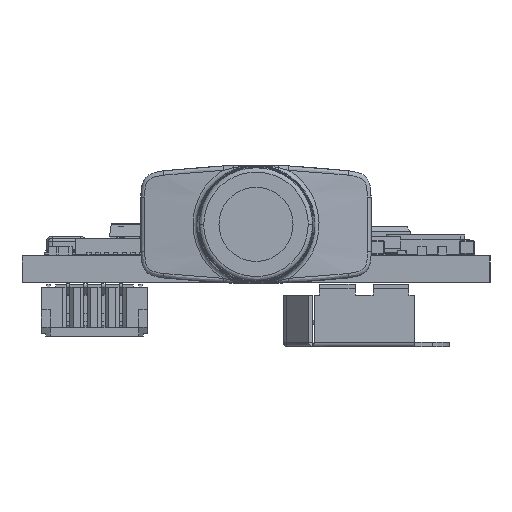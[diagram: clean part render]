
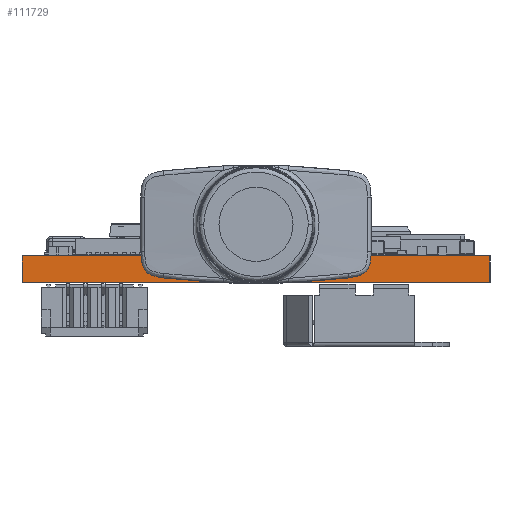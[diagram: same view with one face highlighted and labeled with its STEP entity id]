
A CAD part, left-side view. The second image highlights one B-rep face of the part: STEP entity #111729.
In plain terms, the highlighted planar face has unit normal (-1, 0, 0).
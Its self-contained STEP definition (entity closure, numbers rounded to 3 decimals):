
#111018 = VERTEX_POINT('',#111019);
#111019 = CARTESIAN_POINT('',(160.,-113.5,0.));
#111025 = EDGE_CURVE('',#111026,#111018,#111028,.T.);
#111026 = VERTEX_POINT('',#111027);
#111027 = CARTESIAN_POINT('',(160.,-140.,0.));
#111028 = LINE('',#111029,#111030);
#111029 = CARTESIAN_POINT('',(160.,-140.,0.));
#111030 = VECTOR('',#111031,1.);
#111031 = DIRECTION('',(0.,1.,0.));
#111360 = VERTEX_POINT('',#111361);
#111361 = CARTESIAN_POINT('',(160.,-113.5,1.51));
#111367 = EDGE_CURVE('',#111368,#111360,#111370,.T.);
#111368 = VERTEX_POINT('',#111369);
#111369 = CARTESIAN_POINT('',(160.,-140.,1.51));
#111370 = LINE('',#111371,#111372);
#111371 = CARTESIAN_POINT('',(160.,-140.,1.51));
#111372 = VECTOR('',#111373,1.);
#111373 = DIRECTION('',(0.,1.,0.));
#111699 = EDGE_CURVE('',#111018,#111360,#111700,.T.);
#111700 = LINE('',#111701,#111702);
#111701 = CARTESIAN_POINT('',(160.,-113.5,0.));
#111702 = VECTOR('',#111703,1.);
#111703 = DIRECTION('',(0.,0.,1.));
#111729 = ADVANCED_FACE('',(#111730),#111741,.T.);
#111730 = FACE_BOUND('',#111731,.T.);
#111731 = EDGE_LOOP('',(#111732,#111738,#111739,#111740));
#111732 = ORIENTED_EDGE('',*,*,#111733,.T.);
#111733 = EDGE_CURVE('',#111026,#111368,#111734,.T.);
#111734 = LINE('',#111735,#111736);
#111735 = CARTESIAN_POINT('',(160.,-140.,0.));
#111736 = VECTOR('',#111737,1.);
#111737 = DIRECTION('',(0.,0.,1.));
#111738 = ORIENTED_EDGE('',*,*,#111367,.T.);
#111739 = ORIENTED_EDGE('',*,*,#111699,.F.);
#111740 = ORIENTED_EDGE('',*,*,#111025,.F.);
#111741 = PLANE('',#111742);
#111742 = AXIS2_PLACEMENT_3D('',#111743,#111744,#111745);
#111743 = CARTESIAN_POINT('',(160.,-140.,0.));
#111744 = DIRECTION('',(-1.,0.,0.));
#111745 = DIRECTION('',(0.,1.,0.));
